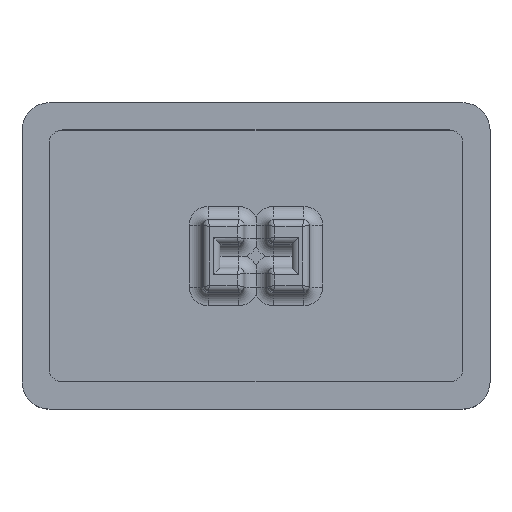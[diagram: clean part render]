
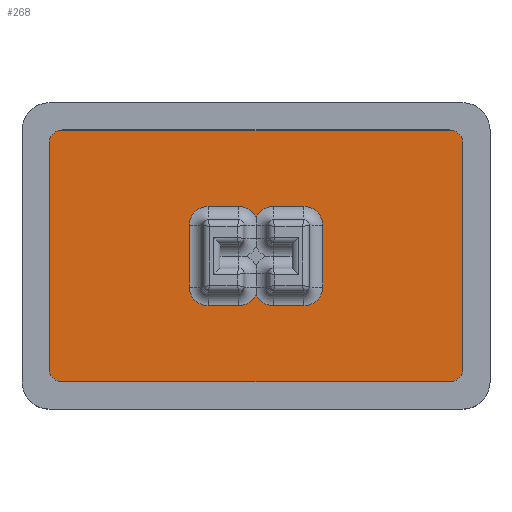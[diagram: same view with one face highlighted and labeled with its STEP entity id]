
A CAD part, top view. The second image highlights one B-rep face of the part: STEP entity #268.
In plain terms, the highlighted planar face has unit normal (0, 0, 1).
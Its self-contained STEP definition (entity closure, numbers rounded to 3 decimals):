
#71=CARTESIAN_POINT('',(0.,0.,0.8));
#72=DIRECTION('',(0.,0.,1.));
#73=DIRECTION('',(0.,-1.,0.));
#74=AXIS2_PLACEMENT_3D('',#71,#72,#73);
#75=PLANE('',#74);
#76=CARTESIAN_POINT('',(-2.825,-2.925,0.8));
#77=VERTEX_POINT('',#76);
#78=CARTESIAN_POINT('',(-3.925,-1.825,0.8));
#79=VERTEX_POINT('',#78);
#80=CARTESIAN_POINT('',(-2.825,-1.825,0.8));
#81=DIRECTION('',(-0.,-0.,-1.));
#82=DIRECTION('',(1.,0.,-0.));
#83=AXIS2_PLACEMENT_3D('',#80,#81,#82);
#84=CIRCLE('',#83,1.1);
#85=EDGE_CURVE('',#77,#79,#84,.T.);
#86=ORIENTED_EDGE('',*,*,#85,.T.);
#87=CARTESIAN_POINT('',(-3.925,1.825,0.8));
#88=VERTEX_POINT('',#87);
#89=CARTESIAN_POINT('',(-3.925,-1.825,0.8));
#90=DIRECTION('',(0.,1.,0.));
#91=VECTOR('',#90,3.65);
#92=LINE('',#89,#91);
#93=EDGE_CURVE('',#79,#88,#92,.T.);
#94=ORIENTED_EDGE('',*,*,#93,.T.);
#95=CARTESIAN_POINT('',(-2.825,2.925,0.8));
#96=VERTEX_POINT('',#95);
#97=CARTESIAN_POINT('',(-2.825,1.825,0.8));
#98=DIRECTION('',(-0.,-0.,-1.));
#99=DIRECTION('',(1.,0.,-0.));
#100=AXIS2_PLACEMENT_3D('',#97,#98,#99);
#101=CIRCLE('',#100,1.1);
#102=EDGE_CURVE('',#88,#96,#101,.T.);
#103=ORIENTED_EDGE('',*,*,#102,.T.);
#104=CARTESIAN_POINT('',(-1.01,2.925,0.8));
#105=VERTEX_POINT('',#104);
#106=CARTESIAN_POINT('',(-2.825,2.925,0.8));
#107=DIRECTION('',(1.,-0.,-0.));
#108=VECTOR('',#107,1.815);
#109=LINE('',#106,#108);
#110=EDGE_CURVE('',#96,#105,#109,.T.);
#111=ORIENTED_EDGE('',*,*,#110,.T.);
#112=CARTESIAN_POINT('',(0.,2.261,0.8));
#113=VERTEX_POINT('',#112);
#114=CARTESIAN_POINT('',(-1.01,1.825,0.8));
#115=DIRECTION('',(-0.,-0.,-1.));
#116=DIRECTION('',(1.,0.,-0.));
#117=AXIS2_PLACEMENT_3D('',#114,#115,#116);
#118=CIRCLE('',#117,1.1);
#119=EDGE_CURVE('',#105,#113,#118,.T.);
#120=ORIENTED_EDGE('',*,*,#119,.T.);
#121=CARTESIAN_POINT('',(1.01,2.925,0.8));
#122=VERTEX_POINT('',#121);
#123=CARTESIAN_POINT('',(1.01,1.825,0.8));
#124=DIRECTION('',(-0.,-0.,-1.));
#125=DIRECTION('',(1.,0.,-0.));
#126=AXIS2_PLACEMENT_3D('',#123,#124,#125);
#127=CIRCLE('',#126,1.1);
#128=EDGE_CURVE('',#113,#122,#127,.T.);
#129=ORIENTED_EDGE('',*,*,#128,.T.);
#130=CARTESIAN_POINT('',(2.825,2.925,0.8));
#131=VERTEX_POINT('',#130);
#132=CARTESIAN_POINT('',(1.01,2.925,0.8));
#133=DIRECTION('',(1.,0.,-0.));
#134=VECTOR('',#133,1.815);
#135=LINE('',#132,#134);
#136=EDGE_CURVE('',#122,#131,#135,.T.);
#137=ORIENTED_EDGE('',*,*,#136,.T.);
#138=CARTESIAN_POINT('',(3.925,1.825,0.8));
#139=VERTEX_POINT('',#138);
#140=CARTESIAN_POINT('',(2.825,1.825,0.8));
#141=DIRECTION('',(-0.,-0.,-1.));
#142=DIRECTION('',(1.,0.,-0.));
#143=AXIS2_PLACEMENT_3D('',#140,#141,#142);
#144=CIRCLE('',#143,1.1);
#145=EDGE_CURVE('',#131,#139,#144,.T.);
#146=ORIENTED_EDGE('',*,*,#145,.T.);
#147=CARTESIAN_POINT('',(3.925,-1.825,0.8));
#148=VERTEX_POINT('',#147);
#149=CARTESIAN_POINT('',(3.925,1.825,0.8));
#150=DIRECTION('',(-0.,-1.,-0.));
#151=VECTOR('',#150,3.65);
#152=LINE('',#149,#151);
#153=EDGE_CURVE('',#139,#148,#152,.T.);
#154=ORIENTED_EDGE('',*,*,#153,.T.);
#155=CARTESIAN_POINT('',(2.825,-2.925,0.8));
#156=VERTEX_POINT('',#155);
#157=CARTESIAN_POINT('',(2.825,-1.825,0.8));
#158=DIRECTION('',(-0.,-0.,-1.));
#159=DIRECTION('',(1.,0.,-0.));
#160=AXIS2_PLACEMENT_3D('',#157,#158,#159);
#161=CIRCLE('',#160,1.1);
#162=EDGE_CURVE('',#148,#156,#161,.T.);
#163=ORIENTED_EDGE('',*,*,#162,.T.);
#164=CARTESIAN_POINT('',(1.01,-2.925,0.8));
#165=VERTEX_POINT('',#164);
#166=CARTESIAN_POINT('',(2.825,-2.925,0.8));
#167=DIRECTION('',(-1.,0.,0.));
#168=VECTOR('',#167,1.815);
#169=LINE('',#166,#168);
#170=EDGE_CURVE('',#156,#165,#169,.T.);
#171=ORIENTED_EDGE('',*,*,#170,.T.);
#172=CARTESIAN_POINT('',(0.,-2.261,0.8));
#173=VERTEX_POINT('',#172);
#174=CARTESIAN_POINT('',(1.01,-1.825,0.8));
#175=DIRECTION('',(-0.,-0.,-1.));
#176=DIRECTION('',(1.,0.,-0.));
#177=AXIS2_PLACEMENT_3D('',#174,#175,#176);
#178=CIRCLE('',#177,1.1);
#179=EDGE_CURVE('',#165,#173,#178,.T.);
#180=ORIENTED_EDGE('',*,*,#179,.T.);
#181=CARTESIAN_POINT('',(-1.01,-2.925,0.8));
#182=VERTEX_POINT('',#181);
#183=CARTESIAN_POINT('',(-1.01,-1.825,0.8));
#184=DIRECTION('',(-0.,-0.,-1.));
#185=DIRECTION('',(1.,0.,-0.));
#186=AXIS2_PLACEMENT_3D('',#183,#184,#185);
#187=CIRCLE('',#186,1.1);
#188=EDGE_CURVE('',#173,#182,#187,.T.);
#189=ORIENTED_EDGE('',*,*,#188,.T.);
#190=CARTESIAN_POINT('',(-1.01,-2.925,0.8));
#191=DIRECTION('',(-1.,-0.,0.));
#192=VECTOR('',#191,1.815);
#193=LINE('',#190,#192);
#194=EDGE_CURVE('',#182,#77,#193,.T.);
#195=ORIENTED_EDGE('',*,*,#194,.T.);
#196=EDGE_LOOP('',(#86,#94,#103,#111,#120,#129,#137,#146,#154,#163,#171,#180,#189,#195));
#197=FACE_BOUND('',#196,.T.);
#198=CARTESIAN_POINT('',(11.388,7.425,0.8));
#199=VERTEX_POINT('',#198);
#200=CARTESIAN_POINT('',(-11.388,7.425,0.8));
#201=VERTEX_POINT('',#200);
#202=CARTESIAN_POINT('',(11.388,7.425,0.8));
#203=DIRECTION('',(-1.,0.,0.));
#204=VECTOR('',#203,22.775);
#205=LINE('',#202,#204);
#206=EDGE_CURVE('',#199,#201,#205,.T.);
#207=ORIENTED_EDGE('',*,*,#206,.T.);
#208=CARTESIAN_POINT('',(-12.188,6.625,0.8));
#209=VERTEX_POINT('',#208);
#210=CARTESIAN_POINT('',(-11.388,6.625,0.8));
#211=DIRECTION('',(0.,0.,1.));
#212=DIRECTION('',(1.,0.,-0.));
#213=AXIS2_PLACEMENT_3D('',#210,#211,#212);
#214=CIRCLE('',#213,0.8);
#215=EDGE_CURVE('',#201,#209,#214,.T.);
#216=ORIENTED_EDGE('',*,*,#215,.T.);
#217=CARTESIAN_POINT('',(-12.188,-6.625,0.8));
#218=VERTEX_POINT('',#217);
#219=CARTESIAN_POINT('',(-12.188,-6.625,0.8));
#220=DIRECTION('',(0.,1.,0.));
#221=VECTOR('',#220,13.25);
#222=LINE('',#219,#221);
#223=EDGE_CURVE('',#218,#209,#222,.T.);
#224=ORIENTED_EDGE('',*,*,#223,.F.);
#225=CARTESIAN_POINT('',(-11.388,-7.425,0.8));
#226=VERTEX_POINT('',#225);
#227=CARTESIAN_POINT('',(-11.388,-6.625,0.8));
#228=DIRECTION('',(0.,0.,1.));
#229=DIRECTION('',(1.,0.,-0.));
#230=AXIS2_PLACEMENT_3D('',#227,#228,#229);
#231=CIRCLE('',#230,0.8);
#232=EDGE_CURVE('',#218,#226,#231,.T.);
#233=ORIENTED_EDGE('',*,*,#232,.T.);
#234=CARTESIAN_POINT('',(11.388,-7.425,0.8));
#235=VERTEX_POINT('',#234);
#236=CARTESIAN_POINT('',(11.388,-7.425,0.8));
#237=DIRECTION('',(-1.,0.,0.));
#238=VECTOR('',#237,22.775);
#239=LINE('',#236,#238);
#240=EDGE_CURVE('',#235,#226,#239,.T.);
#241=ORIENTED_EDGE('',*,*,#240,.F.);
#242=CARTESIAN_POINT('',(12.188,-6.625,0.8));
#243=VERTEX_POINT('',#242);
#244=CARTESIAN_POINT('',(11.388,-6.625,0.8));
#245=DIRECTION('',(0.,0.,1.));
#246=DIRECTION('',(1.,0.,-0.));
#247=AXIS2_PLACEMENT_3D('',#244,#245,#246);
#248=CIRCLE('',#247,0.8);
#249=EDGE_CURVE('',#235,#243,#248,.T.);
#250=ORIENTED_EDGE('',*,*,#249,.T.);
#251=CARTESIAN_POINT('',(12.188,6.625,0.8));
#252=VERTEX_POINT('',#251);
#253=CARTESIAN_POINT('',(12.188,-6.625,0.8));
#254=DIRECTION('',(-0.,1.,0.));
#255=VECTOR('',#254,13.25);
#256=LINE('',#253,#255);
#257=EDGE_CURVE('',#243,#252,#256,.T.);
#258=ORIENTED_EDGE('',*,*,#257,.T.);
#259=CARTESIAN_POINT('',(11.388,6.625,0.8));
#260=DIRECTION('',(0.,0.,1.));
#261=DIRECTION('',(1.,0.,-0.));
#262=AXIS2_PLACEMENT_3D('',#259,#260,#261);
#263=CIRCLE('',#262,0.8);
#264=EDGE_CURVE('',#252,#199,#263,.T.);
#265=ORIENTED_EDGE('',*,*,#264,.T.);
#266=EDGE_LOOP('',(#207,#216,#224,#233,#241,#250,#258,#265));
#267=FACE_BOUND('',#266,.T.);
#268=ADVANCED_FACE('',(#197,#267),#75,.T.);
